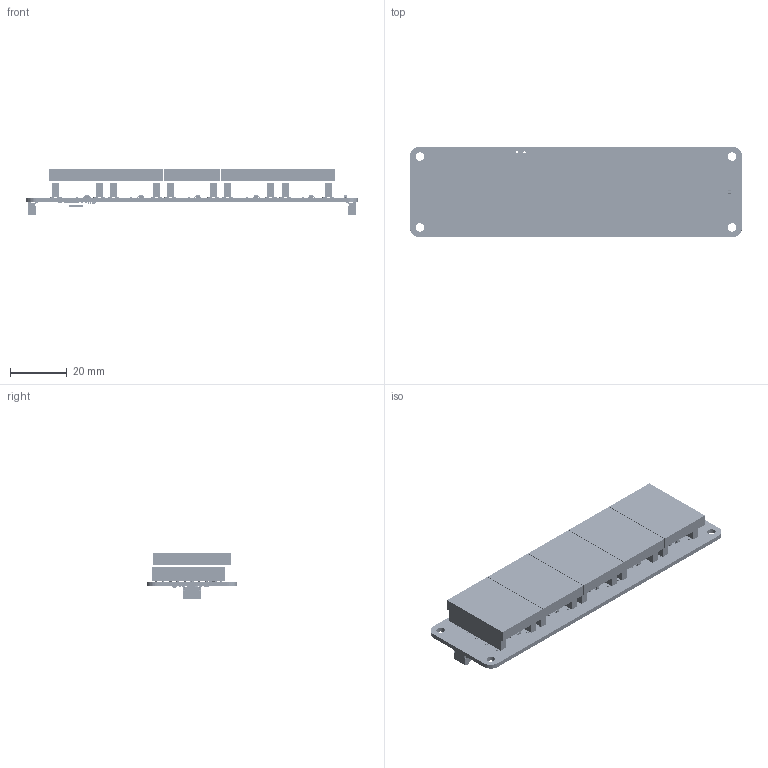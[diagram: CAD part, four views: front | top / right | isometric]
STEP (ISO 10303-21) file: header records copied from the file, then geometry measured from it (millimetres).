
FILE_DESCRIPTION(('Open CASCADE Model'),'2;1');
FILE_NAME('Open CASCADE Shape Model','2025-03-13T08:40:34',('Author'),( 'Open CASCADE'),'Open CASCADE STEP processor 7.5','Open CASCADE 7.5' ,'Unknown');
FILE_SCHEMA(('AUTOMOTIVE_DESIGN { 1 0 10303 214 1 1 1 1 }'));
Length unit declared in the file: millimetre
Products named in the file (71): PCB; Board; Open CASCADE STEP translator 7.5 6.1.1; STAT1; 0603 LED Green; Solid1; Solid4; R20; 0603 SMD Resistor; R18; R16; R10; X5-2; 1x10 SMT Socket; X5-1; X4-2; X4-1; X3-2; X3-1; X2-2; X2-1; X1-2; X1-1; T5; SOT-23; T4; T3; T2; T1; R26; R25; R24; R23; R22; R19; R17; R15; R14; R13; R12 ...
Assembly tree (110 placements, depth 4):
  PCB
    Board
      Open CASCADE STEP translator 7.5 6.1.1
    STAT1
      0603 LED Green
        Solid1
        Solid4
        Solid1
        Solid1
        Solid4
        Solid1
        Solid1
        Solid1
    R20
      0603 SMD Resistor
    R18
      0603 SMD Resistor
    R16
      0603 SMD Resistor
    R10
      0603 SMD Resistor
    X5-2
      1x10 SMT Socket
    X5-1
      1x10 SMT Socket
    X4-2
      1x10 SMT Socket
    X4-1
      1x10 SMT Socket
    X3-2
      1x10 SMT Socket
    X3-1
      1x10 SMT Socket
    X2-2
      1x10 SMT Socket
    X2-1
      1x10 SMT Socket
    X1-2
      1x10 SMT Socket
    X1-1
      1x10 SMT Socket
    T5
      SOT-23
    T4
      SOT-23
    T3
      SOT-23
    T2
      SOT-23
    T1
      SOT-23
    R26
      0603 SMD Resistor
    R25
      0603 SMD Resistor
    R24
      0603 SMD Resistor
    R23
      0603 SMD Resistor
    R22
Bounding box: 117 x 32 x 16.02 mm (x, y, z)
Volume: 19085 mm3; surface area: 26358.6 mm2
Topology: 421 solids, 421 shells, 12060 faces, 34630 edges, 26314 vertices
Faces by surface type: plane 7682, cylinder 3348, bspline 854, sphere 176
Full cylindrical faces by diameter (mm): 1.016 x2, 3 x4
Entity records: 80125 total; most frequent: CARTESIAN_POINT 18802, DIRECTION 10760, ORIENTED_EDGE 9520, LINE 5036, VECTOR 5036, EDGE_CURVE 4760, VERTEX_POINT 3120, AXIS2_PLACEMENT_3D 2862
